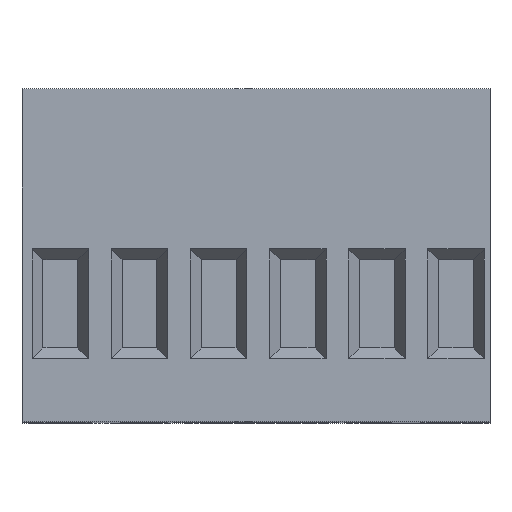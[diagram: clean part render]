
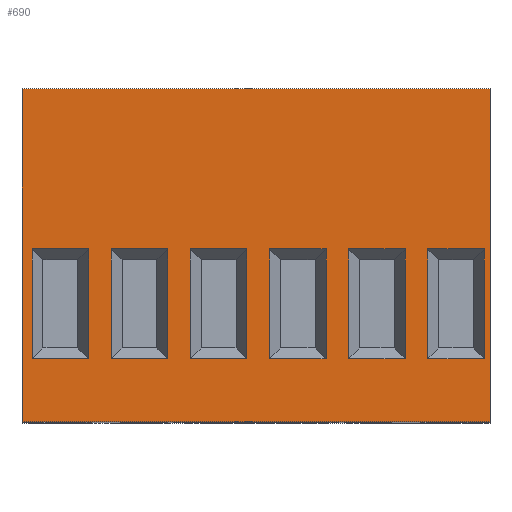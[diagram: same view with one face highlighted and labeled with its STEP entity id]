
A CAD part, top view. The second image highlights one B-rep face of the part: STEP entity #690.
In plain terms, the highlighted planar face has unit normal (0, 0, 1).
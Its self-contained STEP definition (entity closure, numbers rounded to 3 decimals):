
#690=ADVANCED_FACE('FACE220',(#1403,#1404,#1405,#1406,#1407,#1408,#1409),#1410,.T.);
#1403=FACE_BOUND('',#2147,.T.);
#1404=FACE_BOUND('',#2148,.T.);
#1405=FACE_BOUND('',#2149,.T.);
#1406=FACE_BOUND('',#2150,.T.);
#1407=FACE_BOUND('',#2151,.T.);
#1408=FACE_BOUND('',#2152,.T.);
#1409=FACE_OUTER_BOUND('',#2153,.T.);
#1410=PLANE('',#2154);
#2147=EDGE_LOOP('',(#3974,#3975,#3976,#3977));
#2148=EDGE_LOOP('',(#3978,#3979,#3980,#3981));
#2149=EDGE_LOOP('',(#3982,#3983,#3984,#3985));
#2150=EDGE_LOOP('',(#3986,#3987,#3988,#3989));
#2151=EDGE_LOOP('',(#3990,#3991,#3992,#3993));
#2152=EDGE_LOOP('',(#3994,#3995,#3996,#3997));
#2153=EDGE_LOOP('',(#3998,#3999,#4000,#4001));
#2154=AXIS2_PLACEMENT_3D('',#4002,#4003,#4004);
#3974=ORIENTED_EDGE('',*,*,#4605,.T.);
#3975=ORIENTED_EDGE('',*,*,#4602,.T.);
#3976=ORIENTED_EDGE('',*,*,#4599,.T.);
#3977=ORIENTED_EDGE('',*,*,#4596,.T.);
#3978=ORIENTED_EDGE('',*,*,#4593,.T.);
#3979=ORIENTED_EDGE('',*,*,#4590,.T.);
#3980=ORIENTED_EDGE('',*,*,#4587,.T.);
#3981=ORIENTED_EDGE('',*,*,#4584,.T.);
#3982=ORIENTED_EDGE('',*,*,#4581,.T.);
#3983=ORIENTED_EDGE('',*,*,#4578,.T.);
#3984=ORIENTED_EDGE('',*,*,#4575,.T.);
#3985=ORIENTED_EDGE('',*,*,#4572,.T.);
#3986=ORIENTED_EDGE('',*,*,#4569,.T.);
#3987=ORIENTED_EDGE('',*,*,#4566,.T.);
#3988=ORIENTED_EDGE('',*,*,#4563,.T.);
#3989=ORIENTED_EDGE('',*,*,#4560,.T.);
#3990=ORIENTED_EDGE('',*,*,#4557,.T.);
#3991=ORIENTED_EDGE('',*,*,#4554,.T.);
#3992=ORIENTED_EDGE('',*,*,#4551,.T.);
#3993=ORIENTED_EDGE('',*,*,#4548,.T.);
#3994=ORIENTED_EDGE('',*,*,#4545,.T.);
#3995=ORIENTED_EDGE('',*,*,#4542,.T.);
#3996=ORIENTED_EDGE('',*,*,#4539,.T.);
#3997=ORIENTED_EDGE('',*,*,#4536,.T.);
#3998=ORIENTED_EDGE('',*,*,#4879,.T.);
#3999=ORIENTED_EDGE('',*,*,#4609,.F.);
#4000=ORIENTED_EDGE('',*,*,#4876,.T.);
#4001=ORIENTED_EDGE('',*,*,#4880,.T.);
#4002=CARTESIAN_POINT('',(-18.923,-26.924,38.1));
#4003=DIRECTION('',(0.,0.,1.0));
#4004=DIRECTION('',(1.0,0.,0.0));
#4536=EDGE_CURVE('EDGE271',#5495,#5493,#5496,.T.);
#4539=EDGE_CURVE('EDGE273',#5499,#5495,#5500,.T.);
#4542=EDGE_CURVE('EDGE275',#5503,#5499,#5504,.T.);
#4545=EDGE_CURVE('EDGE277',#5493,#5503,#5507,.T.);
#4548=EDGE_CURVE('EDGE279',#5511,#5509,#5512,.T.);
#4551=EDGE_CURVE('EDGE281',#5515,#5511,#5516,.T.);
#4554=EDGE_CURVE('EDGE283',#5519,#5515,#5520,.T.);
#4557=EDGE_CURVE('EDGE285',#5509,#5519,#5523,.T.);
#4560=EDGE_CURVE('EDGE287',#5527,#5525,#5528,.T.);
#4563=EDGE_CURVE('EDGE289',#5531,#5527,#5532,.T.);
#4566=EDGE_CURVE('EDGE291',#5535,#5531,#5536,.T.);
#4569=EDGE_CURVE('EDGE293',#5525,#5535,#5539,.T.);
#4572=EDGE_CURVE('EDGE295',#5543,#5541,#5544,.T.);
#4575=EDGE_CURVE('EDGE297',#5547,#5543,#5548,.T.);
#4578=EDGE_CURVE('EDGE299',#5551,#5547,#5552,.T.);
#4581=EDGE_CURVE('EDGE301',#5541,#5551,#5555,.T.);
#4584=EDGE_CURVE('EDGE303',#5559,#5557,#5560,.T.);
#4587=EDGE_CURVE('EDGE305',#5563,#5559,#5564,.T.);
#4590=EDGE_CURVE('EDGE307',#5567,#5563,#5568,.T.);
#4593=EDGE_CURVE('EDGE309',#5557,#5567,#5571,.T.);
#4596=EDGE_CURVE('EDGE311',#5575,#5573,#5576,.T.);
#4599=EDGE_CURVE('EDGE313',#5579,#5575,#5580,.T.);
#4602=EDGE_CURVE('EDGE315',#5583,#5579,#5584,.T.);
#4605=EDGE_CURVE('EDGE317',#5573,#5583,#5587,.T.);
#4609=EDGE_CURVE('EDGE320',#5591,#5593,#5594,.T.);
#4876=EDGE_CURVE('EDGE504',#5591,#5961,#5963,.T.);
#4879=EDGE_CURVE('EDGE506',#5966,#5593,#5967,.T.);
#4880=EDGE_CURVE('EDGE507',#5961,#5966,#5968,.T.);
#5493=VERTEX_POINT('VERTEX211',#6753);
#5495=VERTEX_POINT('VERTEX212',#6756);
#5496=LINE('',#6757,#6758);
#5499=VERTEX_POINT('VERTEX213',#6762);
#5500=LINE('',#6763,#6764);
#5503=VERTEX_POINT('VERTEX214',#6768);
#5504=LINE('',#6769,#6770);
#5507=LINE('',#6774,#6775);
#5509=VERTEX_POINT('VERTEX215',#6777);
#5511=VERTEX_POINT('VERTEX216',#6780);
#5512=LINE('',#6781,#6782);
#5515=VERTEX_POINT('VERTEX217',#6786);
#5516=LINE('',#6787,#6788);
#5519=VERTEX_POINT('VERTEX218',#6792);
#5520=LINE('',#6793,#6794);
#5523=LINE('',#6798,#6799);
#5525=VERTEX_POINT('VERTEX219',#6801);
#5527=VERTEX_POINT('VERTEX220',#6804);
#5528=LINE('',#6805,#6806);
#5531=VERTEX_POINT('VERTEX221',#6810);
#5532=LINE('',#6811,#6812);
#5535=VERTEX_POINT('VERTEX222',#6816);
#5536=LINE('',#6817,#6818);
#5539=LINE('',#6822,#6823);
#5541=VERTEX_POINT('VERTEX223',#6825);
#5543=VERTEX_POINT('VERTEX224',#6828);
#5544=LINE('',#6829,#6830);
#5547=VERTEX_POINT('VERTEX225',#6834);
#5548=LINE('',#6835,#6836);
#5551=VERTEX_POINT('VERTEX226',#6840);
#5552=LINE('',#6841,#6842);
#5555=LINE('',#6846,#6847);
#5557=VERTEX_POINT('VERTEX227',#6849);
#5559=VERTEX_POINT('VERTEX228',#6852);
#5560=LINE('',#6853,#6854);
#5563=VERTEX_POINT('VERTEX229',#6858);
#5564=LINE('',#6859,#6860);
#5567=VERTEX_POINT('VERTEX230',#6864);
#5568=LINE('',#6865,#6866);
#5571=LINE('',#6870,#6871);
#5573=VERTEX_POINT('VERTEX231',#6873);
#5575=VERTEX_POINT('VERTEX232',#6876);
#5576=LINE('',#6877,#6878);
#5579=VERTEX_POINT('VERTEX233',#6882);
#5580=LINE('',#6883,#6884);
#5583=VERTEX_POINT('VERTEX234',#6888);
#5584=LINE('',#6889,#6890);
#5587=LINE('',#6894,#6895);
#5591=VERTEX_POINT('VERTEX236',#6900);
#5593=VERTEX_POINT('VERTEX237',#6903);
#5594=LINE('',#6904,#6905);
#5961=VERTEX_POINT('VERTEX339',#7401);
#5963=LINE('',#7404,#7405);
#5966=VERTEX_POINT('VERTEX340',#7409);
#5967=LINE('',#7410,#7411);
#5968=LINE('',#7412,#7413);
#6753=CARTESIAN_POINT('',(18.466,-12.954,38.1));
#6756=CARTESIAN_POINT('',(13.894,-12.954,38.1));
#6757=CARTESIAN_POINT('',(-0.229,-12.954,38.1));
#6758=VECTOR('',#7926,25.4);
#6762=CARTESIAN_POINT('',(13.894,-21.844,38.1));
#6763=CARTESIAN_POINT('',(13.894,-19.939,38.1));
#6764=VECTOR('',#7928,25.4);
#6768=CARTESIAN_POINT('',(18.466,-21.844,38.1));
#6769=CARTESIAN_POINT('',(-2.515,-21.844,38.1));
#6770=VECTOR('',#7930,25.4);
#6774=CARTESIAN_POINT('',(18.466,-22.162,38.1));
#6775=VECTOR('',#7932,25.4);
#6777=CARTESIAN_POINT('',(12.065,-12.954,38.1));
#6780=CARTESIAN_POINT('',(7.493,-12.954,38.1));
#6781=CARTESIAN_POINT('',(-3.429,-12.954,38.1));
#6782=VECTOR('',#7934,25.4);
#6786=CARTESIAN_POINT('',(7.493,-21.844,38.1));
#6787=CARTESIAN_POINT('',(7.493,-19.939,38.1));
#6788=VECTOR('',#7936,25.4);
#6792=CARTESIAN_POINT('',(12.065,-21.844,38.1));
#6793=CARTESIAN_POINT('',(-5.715,-21.844,38.1));
#6794=VECTOR('',#7938,25.4);
#6798=CARTESIAN_POINT('',(12.065,-22.162,38.1));
#6799=VECTOR('',#7940,25.4);
#6801=CARTESIAN_POINT('',(5.664,-12.954,38.1));
#6804=CARTESIAN_POINT('',(1.092,-12.954,38.1));
#6805=CARTESIAN_POINT('',(-6.629,-12.954,38.1));
#6806=VECTOR('',#7942,25.4);
#6810=CARTESIAN_POINT('',(1.092,-21.844,38.1));
#6811=CARTESIAN_POINT('',(1.092,-19.939,38.1));
#6812=VECTOR('',#7944,25.4);
#6816=CARTESIAN_POINT('',(5.664,-21.844,38.1));
#6817=CARTESIAN_POINT('',(-8.915,-21.844,38.1));
#6818=VECTOR('',#7946,25.4);
#6822=CARTESIAN_POINT('',(5.664,-22.162,38.1));
#6823=VECTOR('',#7948,25.4);
#6825=CARTESIAN_POINT('',(-0.737,-12.954,38.1));
#6828=CARTESIAN_POINT('',(-5.309,-12.954,38.1));
#6829=CARTESIAN_POINT('',(-9.83,-12.954,38.1));
#6830=VECTOR('',#7950,25.4);
#6834=CARTESIAN_POINT('',(-5.309,-21.844,38.1));
#6835=CARTESIAN_POINT('',(-5.309,-19.939,38.1));
#6836=VECTOR('',#7952,25.4);
#6840=CARTESIAN_POINT('',(-0.737,-21.844,38.1));
#6841=CARTESIAN_POINT('',(-12.116,-21.844,38.1));
#6842=VECTOR('',#7954,25.4);
#6846=CARTESIAN_POINT('',(-0.737,-22.162,38.1));
#6847=VECTOR('',#7956,25.4);
#6849=CARTESIAN_POINT('',(-7.137,-12.954,38.1));
#6852=CARTESIAN_POINT('',(-11.709,-12.954,38.1));
#6853=CARTESIAN_POINT('',(-13.03,-12.954,38.1));
#6854=VECTOR('',#7958,25.4);
#6858=CARTESIAN_POINT('',(-11.709,-21.844,38.1));
#6859=CARTESIAN_POINT('',(-11.709,-19.939,38.1));
#6860=VECTOR('',#7960,25.4);
#6864=CARTESIAN_POINT('',(-7.137,-21.844,38.1));
#6865=CARTESIAN_POINT('',(-15.316,-21.844,38.1));
#6866=VECTOR('',#7962,25.4);
#6870=CARTESIAN_POINT('',(-7.137,-22.162,38.1));
#6871=VECTOR('',#7964,25.4);
#6873=CARTESIAN_POINT('',(-13.538,-12.954,38.1));
#6876=CARTESIAN_POINT('',(-18.11,-12.954,38.1));
#6877=CARTESIAN_POINT('',(-16.231,-12.954,38.1));
#6878=VECTOR('',#7966,25.4);
#6882=CARTESIAN_POINT('',(-18.11,-21.844,38.1));
#6883=CARTESIAN_POINT('',(-18.11,-19.939,38.1));
#6884=VECTOR('',#7968,25.4);
#6888=CARTESIAN_POINT('',(-13.538,-21.844,38.1));
#6889=CARTESIAN_POINT('',(-18.517,-21.844,38.1));
#6890=VECTOR('',#7970,25.4);
#6894=CARTESIAN_POINT('',(-13.538,-22.162,38.1));
#6895=VECTOR('',#7972,25.4);
#6900=CARTESIAN_POINT('',(-18.923,0.,38.1));
#6903=CARTESIAN_POINT('',(18.923,0.,38.1));
#6904=CARTESIAN_POINT('',(-18.923,0.,38.1));
#6905=VECTOR('',#7975,25.4);
#7401=CARTESIAN_POINT('',(-18.923,-26.924,38.1));
#7404=CARTESIAN_POINT('',(-18.923,0.,38.1));
#7405=VECTOR('',#8265,25.4);
#7409=CARTESIAN_POINT('',(18.923,-26.924,38.1));
#7410=CARTESIAN_POINT('',(18.923,0.,38.1));
#7411=VECTOR('',#8267,25.4);
#7412=CARTESIAN_POINT('',(-18.923,-26.924,38.1));
#7413=VECTOR('',#8268,25.4);
#7926=DIRECTION('',(1.0,0.,0.));
#7928=DIRECTION('',(0.,1.0,0.));
#7930=DIRECTION('',(-1.0,0.,0.));
#7932=DIRECTION('',(0.,-1.0,0.));
#7934=DIRECTION('',(1.0,0.,0.));
#7936=DIRECTION('',(0.,1.0,0.));
#7938=DIRECTION('',(-1.0,0.,0.));
#7940=DIRECTION('',(0.,-1.0,0.));
#7942=DIRECTION('',(1.0,0.,0.));
#7944=DIRECTION('',(0.,1.0,0.));
#7946=DIRECTION('',(-1.0,0.,0.));
#7948=DIRECTION('',(0.,-1.0,0.));
#7950=DIRECTION('',(1.0,0.,0.));
#7952=DIRECTION('',(0.,1.0,0.));
#7954=DIRECTION('',(-1.0,0.,0.));
#7956=DIRECTION('',(0.,-1.0,0.));
#7958=DIRECTION('',(1.0,0.,0.));
#7960=DIRECTION('',(0.,1.0,0.));
#7962=DIRECTION('',(-1.0,0.,0.));
#7964=DIRECTION('',(0.,-1.0,0.));
#7966=DIRECTION('',(1.0,0.,0.));
#7968=DIRECTION('',(0.,1.0,0.));
#7970=DIRECTION('',(-1.0,0.,0.));
#7972=DIRECTION('',(0.,-1.0,0.));
#7975=DIRECTION('',(1.0,0.,0.));
#8265=DIRECTION('',(0.,-1.0,0.));
#8267=DIRECTION('',(0.,1.0,0.));
#8268=DIRECTION('',(1.0,0.,0.));
